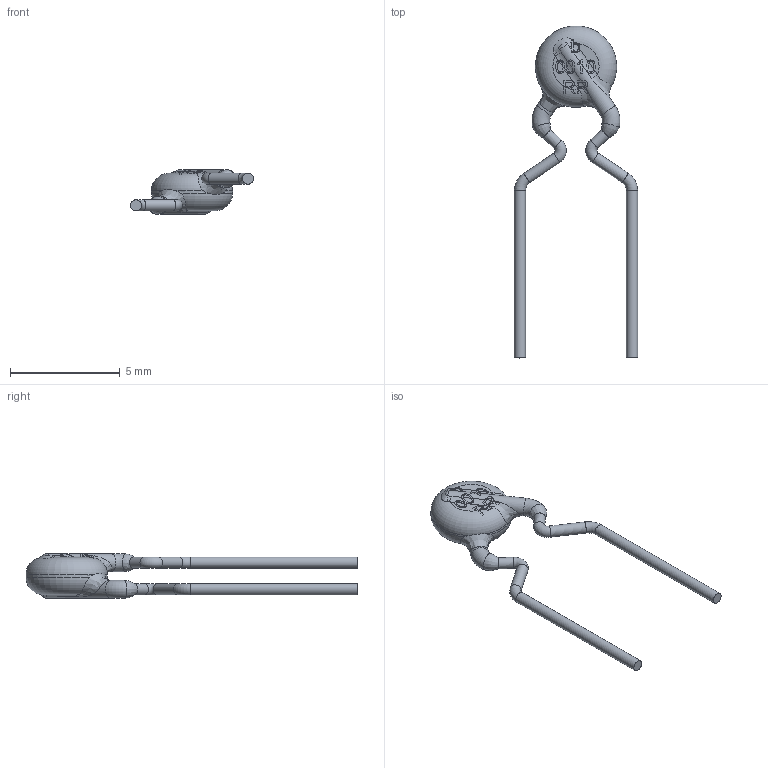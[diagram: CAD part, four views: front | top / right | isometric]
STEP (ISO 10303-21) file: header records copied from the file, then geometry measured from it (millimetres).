
FILE_DESCRIPTION(/* description */ ('STEP AP242','CAx-IF Rec.Pracs.---Representation and Presentation of Product Manufacturing Information (PMI)---4.0---2014-10-13','CAx-IF Rec.Pracs.---3D Tessellated Geometry---0.4---2014-09-14','2;1'),/* implementation_level */ '2;1');
FILE_NAME(/* name */ '0ZRR0010FF1E',/* time_stamp */ '2024-09-06T11:53:16+02:00',/* author */ ('License CC BY-ND 4.0'),/* organization */ ('CADENAS'),/* preprocessor_version */ 'ST-DEVELOPER v19.3',/* originating_system */ 'PARTsolutions',/* authorisation */ ' ');
FILE_SCHEMA (('AP242_MANAGED_MODEL_BASED_3D_ENGINEERING_MIM_LF { 1 0 10303 442 1 1 4 }'));
Length unit declared in the file: millimetre
Products named in the file (5): 0ZRR0010FF1E; 0ZRR0010FF1E_PART1; 0ZRR0010FF1E_PART2; 0ZRR0010FF1E_PART3; 0ZRR0010FF1E_PART4
Assembly tree (4 placements, depth 2):
  0ZRR0010FF1E
    0ZRR0010FF1E_PART1
    0ZRR0010FF1E_PART2
    0ZRR0010FF1E_PART3
    0ZRR0010FF1E_PART4
Bounding box: 5.61 x 15.1 x 2.02 mm (x, y, z)
Volume: 32.1 mm3; surface area: 143 mm2
Topology: 4 solids, 4 shells, 245 faces, 623 edges, 387 vertices
Faces by surface type: bspline 122, plane 59, cylinder 47, torus 17
Full cylindrical faces by diameter (mm): 0.51 x8, 0.81 x2, 3.1 x3
Entity records: 12453 total; most frequent: CARTESIAN_POINT 6173, ORIENTED_EDGE 1188, EDGE_CURVE 594, DIRECTION 564, VERTEX_POINT 381, B_SPLINE_CURVE_WITH_KNOTS 374, EDGE_LOOP 269, FACE_BOUND 269
